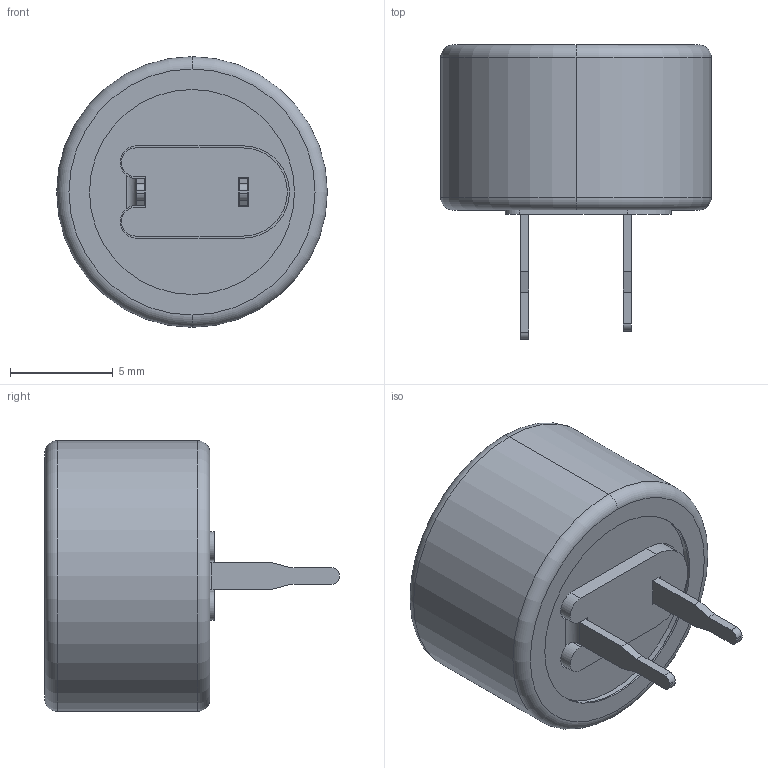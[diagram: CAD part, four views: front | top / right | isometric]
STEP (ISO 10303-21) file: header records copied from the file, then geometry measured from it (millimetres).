
FILE_DESCRIPTION (( 'STEP AP214' ), '1' );
FILE_NAME ('KW-5R5C104_224_334-R.STEP', '2017-03-29T06:26:02', ( '' ), ( '' ), 'SwSTEP 2.0', 'SolidWorks 2013', '' );
FILE_SCHEMA (( 'AUTOMOTIVE_DESIGN' ));
Length unit declared in the file: millimetre
Products named in the file (1): KW-5R5C104_224_334-R
Bounding box: 13.2 x 14.35 x 13.2 mm (x, y, z)
Surface area: 817.4 mm2 (no closed solid volume)
Topology: 0 solids, 6 shells, 55 faces, 160 edges, 112 vertices
Faces by surface type: plane 32, cylinder 19, torus 4
Entity records: 2467 total; most frequent: CARTESIAN_POINT 368, DIRECTION 318, ORIENTED_EDGE 274, EDGE_CURVE 160, VERTEX_POINT 112, AXIS2_PLACEMENT_3D 110, VECTOR 98, LINE 98
